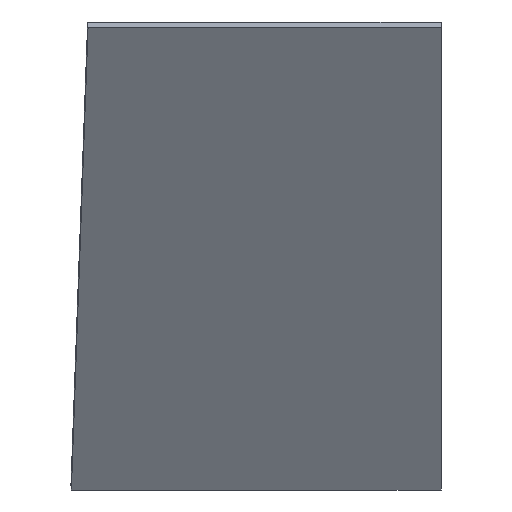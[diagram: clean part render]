
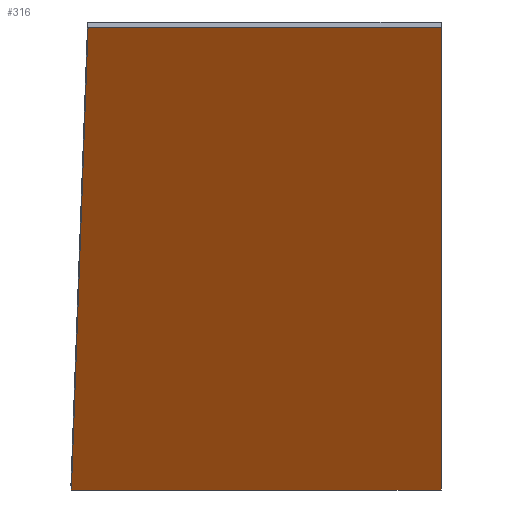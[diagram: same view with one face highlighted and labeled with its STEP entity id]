
A CAD part, left-side view. The second image highlights one B-rep face of the part: STEP entity #316.
In plain terms, the highlighted planar face has unit normal (-0.851, 0, -0.526).
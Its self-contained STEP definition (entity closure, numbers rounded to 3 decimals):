
#43 = PLANE('',#44);
#44 = AXIS2_PLACEMENT_3D('',#45,#46,#47);
#45 = CARTESIAN_POINT('',(-9676.723,-46.239,
    -7918.92));
#46 = DIRECTION('',(0.438,0.,-0.899));
#47 = DIRECTION('',(0.,-1.,0.));
#69 = PLANE('',#70);
#70 = AXIS2_PLACEMENT_3D('',#71,#72,#73);
#71 = CARTESIAN_POINT('',(4.895,-84.046,0.));
#72 = DIRECTION('',(0.058,-0.998,0.));
#73 = DIRECTION('',(0.,0.,-1.));
#95 = PLANE('',#96);
#96 = AXIS2_PLACEMENT_3D('',#97,#98,#99);
#97 = CARTESIAN_POINT('',(-6932.039,-20.197,
    -9874.187));
#98 = DIRECTION('',(0.609,0.,-0.794));
#99 = DIRECTION('',(0.,-1.,0.));
#120 = PLANE('',#121);
#121 = AXIS2_PLACEMENT_3D('',#122,#123,#124);
#122 = CARTESIAN_POINT('',(0.,-534.619,0.));
#123 = DIRECTION('',(0.,1.,0.));
#124 = DIRECTION('',(1.,0.,-0.));
#136 = VERTEX_POINT('',#137);
#137 = CARTESIAN_POINT('',(12607.795,-534.619,
    2926.849));
#156 = EDGE_CURVE('',#136,#157,#159,.T.);
#157 = VERTEX_POINT('',#158);
#158 = CARTESIAN_POINT('',(12607.795,649.989,
    2926.849));
#159 = SURFACE_CURVE('',#160,(#164,#170),.PCURVE_S1.);
#160 = LINE('',#161,#162);
#161 = CARTESIAN_POINT('',(12607.795,-45.72,
    2926.849));
#162 = VECTOR('',#163,1.);
#163 = DIRECTION('',(-0.,1.,0.));
#164 = PCURVE('',#43,#165);
#165 = DEFINITIONAL_REPRESENTATION('',(#166),#169);
#166 = B_SPLINE_CURVE_WITH_KNOTS('',1,(#167,#168),.UNSPECIFIED.,.F.,.F.,
  (2,2),(-607.518,815.907),.PIECEWISE_BEZIER_KNOTS.);
#167 = CARTESIAN_POINT('',(606.998,-24783.673));
#168 = CARTESIAN_POINT('',(-816.426,-24783.673));
#169 = ( GEOMETRIC_REPRESENTATION_CONTEXT(2) 
PARAMETRIC_REPRESENTATION_CONTEXT() REPRESENTATION_CONTEXT('2D SPACE',''
  ) );
#170 = PCURVE('',#171,#176);
#171 = PLANE('',#172);
#172 = AXIS2_PLACEMENT_3D('',#173,#174,#175);
#173 = CARTESIAN_POINT('',(8710.378,-45.2,
    9232.936));
#174 = DIRECTION('',(0.851,0.,0.526));
#175 = DIRECTION('',(0.,-1.,0.));
#176 = DEFINITIONAL_REPRESENTATION('',(#177),#180);
#177 = B_SPLINE_CURVE_WITH_KNOTS('',1,(#178,#179),.UNSPECIFIED.,.F.,.F.,
  (2,2),(-607.518,815.907),.PIECEWISE_BEZIER_KNOTS.);
#178 = CARTESIAN_POINT('',(608.037,7413.271));
#179 = CARTESIAN_POINT('',(-815.387,7413.271));
#180 = ( GEOMETRIC_REPRESENTATION_CONTEXT(2) 
PARAMETRIC_REPRESENTATION_CONTEXT() REPRESENTATION_CONTEXT('2D SPACE',''
  ) );
#206 = VERTEX_POINT('',#207);
#207 = CARTESIAN_POINT('',(11692.245,596.665,
    4408.224));
#226 = EDGE_CURVE('',#206,#157,#227,.T.);
#227 = SURFACE_CURVE('',#228,(#232,#238),.PCURVE_S1.);
#228 = LINE('',#229,#230);
#229 = CARTESIAN_POINT('',(9563.199,472.662,
    7853.057));
#230 = VECTOR('',#231,1.);
#231 = DIRECTION('',(0.525,0.031,-0.85));
#232 = PCURVE('',#69,#233);
#233 = DEFINITIONAL_REPRESENTATION('',(#234),#237);
#234 = B_SPLINE_CURVE_WITH_KNOTS('',1,(#235,#236),.UNSPECIFIED.,.F.,.F.,
  (2,2),(3807.458,6160.157),
  .PIECEWISE_BEZIER_KNOTS.);
#235 = CARTESIAN_POINT('',(-4615.766,11578.67));
#236 = CARTESIAN_POINT('',(-2615.384,12817.082));
#237 = ( GEOMETRIC_REPRESENTATION_CONTEXT(2) 
PARAMETRIC_REPRESENTATION_CONTEXT() REPRESENTATION_CONTEXT('2D SPACE',''
  ) );
#238 = PCURVE('',#171,#239);
#239 = DEFINITIONAL_REPRESENTATION('',(#240),#243);
#240 = B_SPLINE_CURVE_WITH_KNOTS('',1,(#241,#242),.UNSPECIFIED.,.F.,.F.,
  (2,2),(3807.458,6160.157),
  .PIECEWISE_BEZIER_KNOTS.);
#241 = CARTESIAN_POINT('',(-634.394,5427.824));
#242 = CARTESIAN_POINT('',(-706.401,7779.421));
#243 = ( GEOMETRIC_REPRESENTATION_CONTEXT(2) 
PARAMETRIC_REPRESENTATION_CONTEXT() REPRESENTATION_CONTEXT('2D SPACE',''
  ) );
#251 = VERTEX_POINT('',#252);
#252 = CARTESIAN_POINT('',(11692.245,-534.619,
    4408.224));
#273 = EDGE_CURVE('',#136,#251,#274,.T.);
#274 = SURFACE_CURVE('',#275,(#279,#285),.PCURVE_S1.);
#275 = LINE('',#276,#277);
#276 = CARTESIAN_POINT('',(9571.172,-534.619,
    7840.156));
#277 = VECTOR('',#278,1.);
#278 = DIRECTION('',(-0.526,0.,0.851));
#279 = PCURVE('',#120,#280);
#280 = DEFINITIONAL_REPRESENTATION('',(#281),#284);
#281 = B_SPLINE_CURVE_WITH_KNOTS('',1,(#282,#283),.UNSPECIFIED.,.F.,.F.,
  (2,2),(-6141.846,-3790.597),
  .PIECEWISE_BEZIER_KNOTS.);
#282 = CARTESIAN_POINT('',(12800.156,-2615.605));
#283 = CARTESIAN_POINT('',(11564.022,-4615.691));
#284 = ( GEOMETRIC_REPRESENTATION_CONTEXT(2) 
PARAMETRIC_REPRESENTATION_CONTEXT() REPRESENTATION_CONTEXT('2D SPACE',''
  ) );
#285 = PCURVE('',#171,#286);
#286 = DEFINITIONAL_REPRESENTATION('',(#287),#290);
#287 = B_SPLINE_CURVE_WITH_KNOTS('',1,(#288,#289),.UNSPECIFIED.,.F.,.F.,
  (2,2),(-6141.846,-3790.597),
  .PIECEWISE_BEZIER_KNOTS.);
#288 = CARTESIAN_POINT('',(489.418,7779.161));
#289 = CARTESIAN_POINT('',(489.418,5427.912));
#290 = ( GEOMETRIC_REPRESENTATION_CONTEXT(2) 
PARAMETRIC_REPRESENTATION_CONTEXT() REPRESENTATION_CONTEXT('2D SPACE',''
  ) );
#298 = EDGE_CURVE('',#251,#206,#299,.T.);
#299 = SURFACE_CURVE('',#300,(#304,#310),.PCURVE_S1.);
#300 = LINE('',#301,#302);
#301 = CARTESIAN_POINT('',(11692.245,-32.698,
    4408.224));
#302 = VECTOR('',#303,1.);
#303 = DIRECTION('',(-0.,1.,0.));
#304 = PCURVE('',#95,#305);
#305 = DEFINITIONAL_REPRESENTATION('',(#306),#309);
#306 = B_SPLINE_CURVE_WITH_KNOTS('',1,(#307,#308),.UNSPECIFIED.,.F.,.F.,
  (2,2),(-615.188,744.024),.PIECEWISE_BEZIER_KNOTS.);
#307 = CARTESIAN_POINT('',(627.69,-23470.22));
#308 = CARTESIAN_POINT('',(-731.522,-23470.22));
#309 = ( GEOMETRIC_REPRESENTATION_CONTEXT(2) 
PARAMETRIC_REPRESENTATION_CONTEXT() REPRESENTATION_CONTEXT('2D SPACE',''
  ) );
#310 = PCURVE('',#171,#311);
#311 = DEFINITIONAL_REPRESENTATION('',(#312),#315);
#312 = B_SPLINE_CURVE_WITH_KNOTS('',1,(#313,#314),.UNSPECIFIED.,.F.,.F.,
  (2,2),(-615.188,744.024),.PIECEWISE_BEZIER_KNOTS.);
#313 = CARTESIAN_POINT('',(602.686,5671.805));
#314 = CARTESIAN_POINT('',(-756.526,5671.805));
#315 = ( GEOMETRIC_REPRESENTATION_CONTEXT(2) 
PARAMETRIC_REPRESENTATION_CONTEXT() REPRESENTATION_CONTEXT('2D SPACE',''
  ) );
#316 = ADVANCED_FACE('',(#317),#171,.F.);
#317 = FACE_BOUND('',#318,.F.);
#318 = EDGE_LOOP('',(#319,#320,#321,#322));
#319 = ORIENTED_EDGE('',*,*,#273,.F.);
#320 = ORIENTED_EDGE('',*,*,#156,.T.);
#321 = ORIENTED_EDGE('',*,*,#226,.F.);
#322 = ORIENTED_EDGE('',*,*,#298,.F.);
